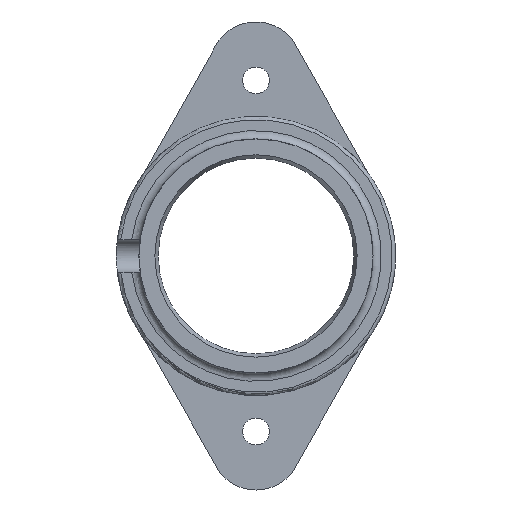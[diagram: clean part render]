
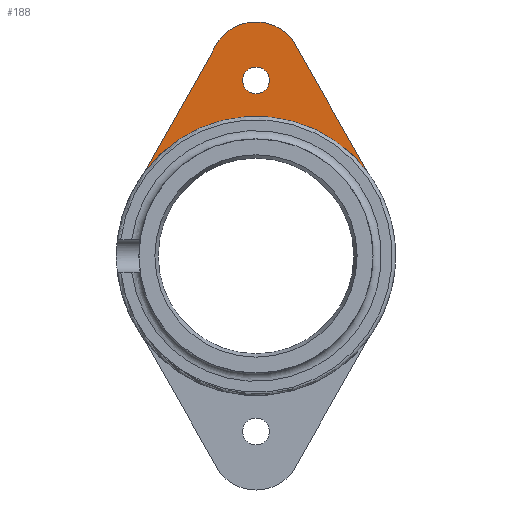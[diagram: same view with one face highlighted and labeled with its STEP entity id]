
A CAD part, left-side view. The second image highlights one B-rep face of the part: STEP entity #188.
In plain terms, the highlighted planar face has unit normal (-1, 0, 0).
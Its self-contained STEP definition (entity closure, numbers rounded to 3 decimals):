
#188=ADVANCED_FACE('',(#418,#420),#422,.F.);
#418=FACE_BOUND('',#419,.T.);
#419=EDGE_LOOP('',(#583,#584,#585,#586));
#420=FACE_BOUND('',#421,.T.);
#421=EDGE_LOOP('',(#587));
#422=PLANE('',#423);
#423=AXIS2_PLACEMENT_3D('',#424,#425,#426);
#424=CARTESIAN_POINT('',(8.2,0.,0.));
#425=DIRECTION('',(1.,0.,0.));
#426=DIRECTION('',(0.,1.,0.));
#583=ORIENTED_EDGE('',*,*,#645,.T.);
#584=ORIENTED_EDGE('',*,*,#663,.F.);
#585=ORIENTED_EDGE('',*,*,#664,.F.);
#586=ORIENTED_EDGE('',*,*,#665,.F.);
#587=ORIENTED_EDGE('',*,*,#666,.T.);
#645=EDGE_CURVE('',#722,#723,#724,.T.);
#663=EDGE_CURVE('',#754,#723,#755,.T.);
#664=EDGE_CURVE('',#756,#754,#757,.T.);
#665=EDGE_CURVE('',#722,#756,#758,.T.);
#666=EDGE_CURVE('',#759,#759,#760,.T.);
#722=VERTEX_POINT('',#1585);
#723=VERTEX_POINT('',#1586);
#724=CIRCLE('',#1587,83.5);
#754=VERTEX_POINT('',#1663);
#755=LINE('',#1664,#1665);
#756=VERTEX_POINT('',#1667);
#757=CIRCLE('',#1668,28.);
#758=LINE('',#1672,#1673);
#759=VERTEX_POINT('',#1675);
#760=CIRCLE('',#1676,8.);
#1585=CARTESIAN_POINT('',(8.2,66.875,50.));
#1586=CARTESIAN_POINT('',(8.2,-66.875,50.));
#1587=AXIS2_PLACEMENT_3D('',#1588,#1589,#1590);
#1588=CARTESIAN_POINT('',(8.2,0.,0.));
#1589=DIRECTION('',(1.,0.,0.));
#1590=DIRECTION('',(0.,0.801,0.599));
#1663=CARTESIAN_POINT('',(8.2,-21.448,130.));
#1664=CARTESIAN_POINT('',(8.2,-21.448,130.));
#1665=VECTOR('',#1666,1.);
#1666=DIRECTION('',(0.,-0.494,-0.87));
#1667=CARTESIAN_POINT('',(8.2,26.447,121.196));
#1668=AXIS2_PLACEMENT_3D('',#1669,#1670,#1671);
#1669=CARTESIAN_POINT('',(8.2,0.,112.));
#1670=DIRECTION('',(1.,0.,0.));
#1671=DIRECTION('',(0.,0.945,0.328));
#1672=CARTESIAN_POINT('',(8.2,66.875,50.));
#1673=VECTOR('',#1674,1.);
#1674=DIRECTION('',(0.,-0.494,0.87));
#1675=CARTESIAN_POINT('',(8.2,8.,105.));
#1676=AXIS2_PLACEMENT_3D('',#1677,#1678,#1679);
#1677=CARTESIAN_POINT('',(8.2,0.,105.));
#1678=DIRECTION('',(1.,0.,0.));
#1679=DIRECTION('',(0.,1.,0.));
